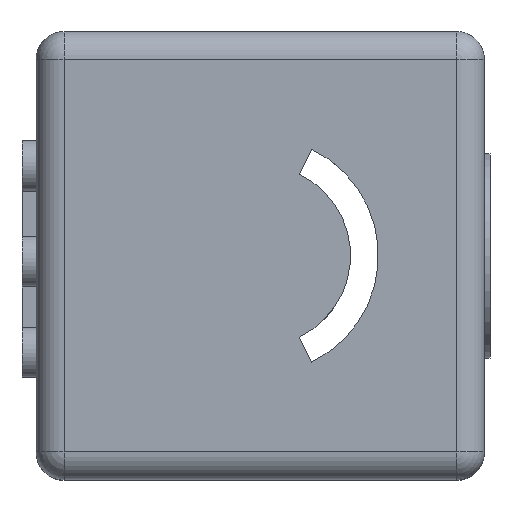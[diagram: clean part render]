
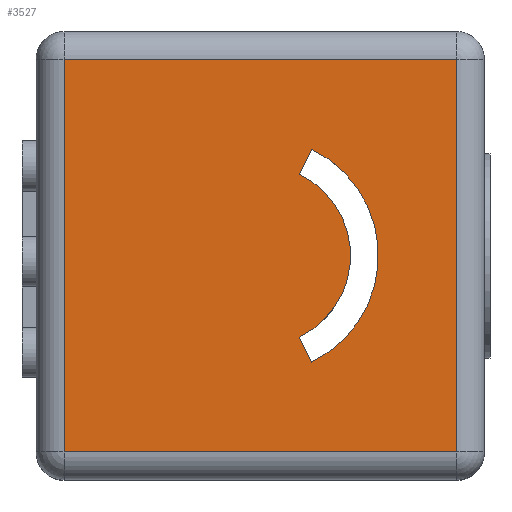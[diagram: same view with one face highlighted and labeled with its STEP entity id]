
A CAD part, top view. The second image highlights one B-rep face of the part: STEP entity #3527.
In plain terms, the highlighted planar face has unit normal (0, 0, 1).
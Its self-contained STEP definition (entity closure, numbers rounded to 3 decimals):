
#84=CARTESIAN_POINT('',(26.165,17.,131.0));
#85=VERTEX_POINT('',#84);
#92=CARTESIAN_POINT('',(26.165,55.0,131.0));
#93=VERTEX_POINT('',#92);
#94=CARTESIAN_POINT('',(17.0,36.,131.0));
#95=DIRECTION('',(0.0,0.0,-1.0));
#96=DIRECTION('',(1.0,0.0,0.0));
#97=AXIS2_PLACEMENT_3D('',#94,#95,#96);
#98=CIRCLE('',#97,21.095);
#99=EDGE_CURVE('',#93,#85,#98,.T.);
#124=CARTESIAN_POINT('',(24.006,50.523,131.0));
#125=VERTEX_POINT('',#124);
#126=CARTESIAN_POINT('',(24.006,50.523,131.0));
#127=DIRECTION('',(0.434,0.901,0.0));
#128=VECTOR('',#127,4.971);
#129=LINE('',#126,#128);
#130=EDGE_CURVE('',#125,#93,#129,.T.);
#156=CARTESIAN_POINT('',(24.006,21.477,131.0));
#157=VERTEX_POINT('',#156);
#158=CARTESIAN_POINT('',(17.0,36.,131.0));
#159=DIRECTION('',(0.0,0.0,1.0));
#160=DIRECTION('',(-1.0,0.0,0.0));
#161=AXIS2_PLACEMENT_3D('',#158,#159,#160);
#162=CIRCLE('',#161,16.125);
#163=EDGE_CURVE('',#157,#125,#162,.T.);
#186=CARTESIAN_POINT('',(26.165,17.,131.0));
#187=DIRECTION('',(-0.434,0.901,0.0));
#188=VECTOR('',#187,4.971);
#189=LINE('',#186,#188);
#190=EDGE_CURVE('',#85,#157,#189,.T.);
#2879=CARTESIAN_POINT('',(-18.0,1.0,131.0));
#2880=VERTEX_POINT('',#2879);
#3139=CARTESIAN_POINT('',(52.0,1.0,131.0));
#3140=VERTEX_POINT('',#3139);
#3148=CARTESIAN_POINT('',(-18.0,1.0,131.0));
#3149=DIRECTION('',(1.0,0.0,0.0));
#3150=VECTOR('',#3149,70.0);
#3151=LINE('',#3148,#3150);
#3152=EDGE_CURVE('',#2880,#3140,#3151,.T.);
#3454=CARTESIAN_POINT('',(-18.0,71.0,131.0));
#3455=VERTEX_POINT('',#3454);
#3456=CARTESIAN_POINT('',(-18.0,1.0,131.0));
#3457=DIRECTION('',(0.0,1.0,0.0));
#3458=VECTOR('',#3457,70.);
#3459=LINE('',#3456,#3458);
#3460=EDGE_CURVE('',#2880,#3455,#3459,.T.);
#3498=CARTESIAN_POINT('',(-23.,-4.0,131.0));
#3499=DIRECTION('',(0.0,0.0,1.0));
#3500=DIRECTION('',(1.0,0.0,0.0));
#3501=AXIS2_PLACEMENT_3D('',#3498,#3499,#3500);
#3502=PLANE('',#3501);
#3503=ORIENTED_EDGE('',*,*,#3460,.F.);
#3504=ORIENTED_EDGE('',*,*,#3152,.T.);
#3505=CARTESIAN_POINT('',(52.0,71.0,131.0));
#3506=VERTEX_POINT('',#3505);
#3507=CARTESIAN_POINT('',(52.0,1.0,131.0));
#3508=DIRECTION('',(0.0,1.0,0.0));
#3509=VECTOR('',#3508,70.);
#3510=LINE('',#3507,#3509);
#3511=EDGE_CURVE('',#3140,#3506,#3510,.T.);
#3512=ORIENTED_EDGE('',*,*,#3511,.T.);
#3513=CARTESIAN_POINT('',(-18.0,71.0,131.0));
#3514=DIRECTION('',(1.0,0.0,0.0));
#3515=VECTOR('',#3514,70.0);
#3516=LINE('',#3513,#3515);
#3517=EDGE_CURVE('',#3455,#3506,#3516,.T.);
#3518=ORIENTED_EDGE('',*,*,#3517,.F.);
#3519=EDGE_LOOP('',(#3503,#3504,#3512,#3518));
#3520=FACE_OUTER_BOUND('',#3519,.T.);
#3521=ORIENTED_EDGE('',*,*,#163,.T.);
#3522=ORIENTED_EDGE('',*,*,#130,.T.);
#3523=ORIENTED_EDGE('',*,*,#99,.T.);
#3524=ORIENTED_EDGE('',*,*,#190,.T.);
#3525=EDGE_LOOP('',(#3521,#3522,#3523,#3524));
#3526=FACE_BOUND('',#3525,.T.);
#3527=ADVANCED_FACE('',(#3520,#3526),#3502,.T.);
